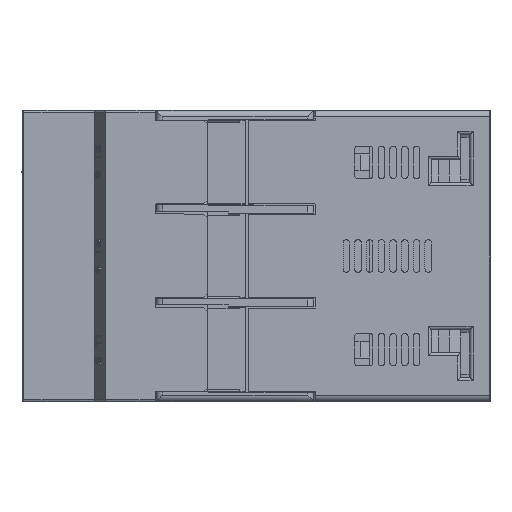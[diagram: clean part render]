
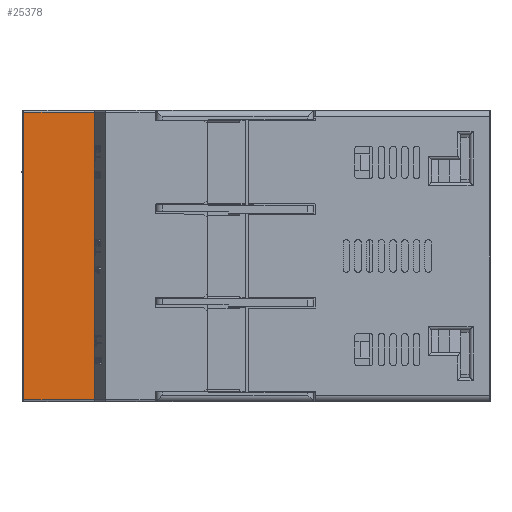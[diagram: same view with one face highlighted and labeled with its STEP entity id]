
A CAD part, left-side view. The second image highlights one B-rep face of the part: STEP entity #25378.
In plain terms, the highlighted planar face has unit normal (-1, 0, 0).
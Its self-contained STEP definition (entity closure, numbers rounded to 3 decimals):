
#1193 = CARTESIAN_POINT ( 'NONE',  ( -13.754, 19.885, 22.1 ) ) ;
#4324 = VERTEX_POINT ( 'NONE', #1193 ) ;
#5162 = AXIS2_PLACEMENT_3D ( 'NONE', #56129, #45627, #68510 ) ;
#6098 = EDGE_CURVE ( 'NONE', #29411, #52557, #43912, .T. ) ;
#10959 = LINE ( 'NONE', #33883, #47594 ) ;
#13878 = CARTESIAN_POINT ( 'NONE',  ( -13.754, 9.085, -22.1 ) ) ;
#18428 = EDGE_CURVE ( 'NONE', #54958, #29411, #18639, .T. ) ;
#18639 = LINE ( 'NONE', #41585, #36356 ) ;
#20015 = EDGE_CURVE ( 'NONE', #52557, #4324, #28967, .T. ) ;
#20458 = CARTESIAN_POINT ( 'NONE',  ( -13.754, 19.885, -22.1 ) ) ;
#22097 = VECTOR ( 'NONE', #42087, 1000. ) ;
#25378 = ADVANCED_FACE ( 'NONE', ( #67394 ), #27929, .T. ) ;
#25982 = CARTESIAN_POINT ( 'NONE',  ( -13.754, 9.085, 22.1 ) ) ;
#27929 = PLANE ( 'NONE',  #5162 ) ;
#28240 = DIRECTION ( 'NONE',  ( 0., 0., -1. ) ) ;
#28836 = DIRECTION ( 'NONE',  ( 0., -1., 0. ) ) ;
#28967 = LINE ( 'NONE', #46271, #22097 ) ;
#29411 = VERTEX_POINT ( 'NONE', #13878 ) ;
#33883 = CARTESIAN_POINT ( 'NONE',  ( -13.754, 19.885, 0. ) ) ;
#36356 = VECTOR ( 'NONE', #28836, 1000. ) ;
#37890 = ORIENTED_EDGE ( 'NONE', *, *, #18428, .T. ) ;
#38258 = DIRECTION ( 'NONE',  ( 0., 0., 1. ) ) ;
#41585 = CARTESIAN_POINT ( 'NONE',  ( -13.754, 14.301, -22.1 ) ) ;
#41801 = VECTOR ( 'NONE', #38258, 1000. ) ;
#42087 = DIRECTION ( 'NONE',  ( 0., 1., 0. ) ) ;
#43912 = LINE ( 'NONE', #66813, #41801 ) ;
#44340 = ORIENTED_EDGE ( 'NONE', *, *, #20015, .T. ) ;
#45555 = EDGE_CURVE ( 'NONE', #4324, #54958, #10959, .T. ) ;
#45627 = DIRECTION ( 'NONE',  ( -1., 0., 0. ) ) ;
#46271 = CARTESIAN_POINT ( 'NONE',  ( -13.754, 14.301, 22.1 ) ) ;
#47594 = VECTOR ( 'NONE', #28240, 1000. ) ;
#51807 = EDGE_LOOP ( 'NONE', ( #37890, #58023, #44340, #58660 ) ) ;
#52557 = VERTEX_POINT ( 'NONE', #25982 ) ;
#54958 = VERTEX_POINT ( 'NONE', #20458 ) ;
#56129 = CARTESIAN_POINT ( 'NONE',  ( -13.754, 9.085, -22.1 ) ) ;
#58023 = ORIENTED_EDGE ( 'NONE', *, *, #6098, .T. ) ;
#58660 = ORIENTED_EDGE ( 'NONE', *, *, #45555, .T. ) ;
#66813 = CARTESIAN_POINT ( 'NONE',  ( -13.754, 9.085, -22.1 ) ) ;
#67394 = FACE_OUTER_BOUND ( 'NONE', #51807, .T. ) ;
#68510 = DIRECTION ( 'NONE',  ( 0., 0., 1. ) ) ;
